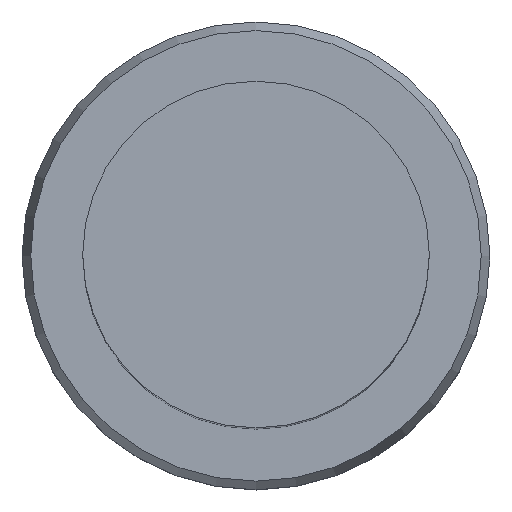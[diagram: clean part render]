
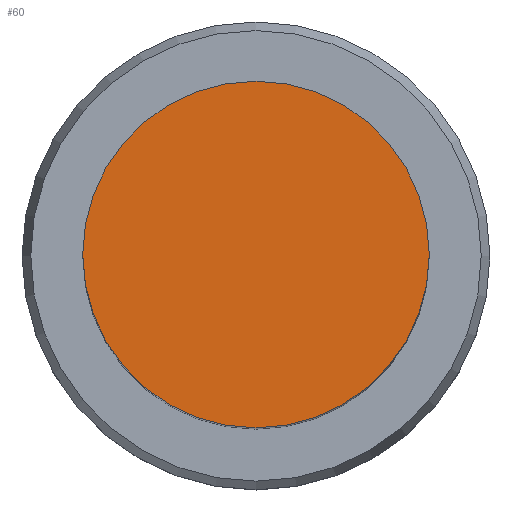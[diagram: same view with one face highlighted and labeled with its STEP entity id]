
A CAD part, top view. The second image highlights one B-rep face of the part: STEP entity #60.
In plain terms, the highlighted planar face has unit normal (0, 0, 1).
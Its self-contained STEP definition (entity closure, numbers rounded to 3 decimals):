
#60=ADVANCED_FACE('240[2]',(#149),#150,.T.);
#114=EDGE_CURVE('240[2]',#235,#235,#236,.T.);
#149=FACE_OUTER_BOUND('',#268,.T.);
#150=PLANE('',#269);
#235=VERTEX_POINT('',#375);
#236=CIRCLE('',#376,10.);
#268=EDGE_LOOP('',(#400));
#269=AXIS2_PLACEMENT_3D('',#401,#402,#403);
#375=CARTESIAN_POINT('',(0.,10.,81.));
#376=AXIS2_PLACEMENT_3D('',#499,#500,#501);
#400=ORIENTED_EDGE('',*,*,#114,.F.);
#401=CARTESIAN_POINT('',(0.,5.,81.));
#402=DIRECTION('',(0.,0.,1.0));
#403=DIRECTION('',(1.0,0.,0.0));
#499=CARTESIAN_POINT('',(0.,0.,81.));
#500=DIRECTION('',(0.,0.,-1.0));
#501=DIRECTION('',(0.,1.0,0.));
